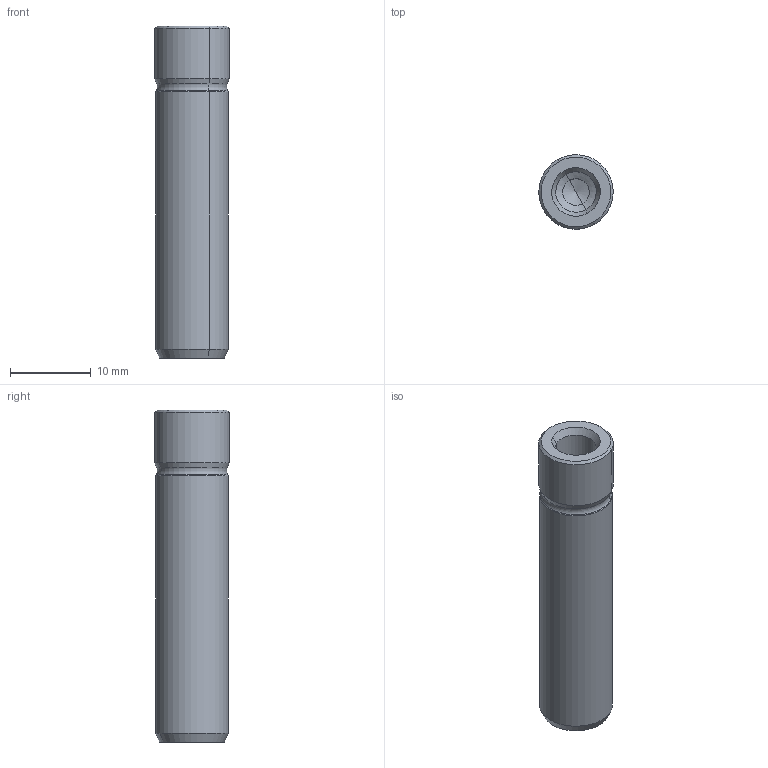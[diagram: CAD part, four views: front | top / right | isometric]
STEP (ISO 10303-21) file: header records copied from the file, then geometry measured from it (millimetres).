
FILE_DESCRIPTION(('3DEXPERIENCE STEP','CAx-IF Rec.Pracs.--- Model Styling and Organization---1.5--- 2016-08-15','CAx-IF Rec.Pracs.---Supplemental Geometry---1.0---2011-11-01','CAx-IF Rec.Pracs.--- Composite Materials ---3.4---2017-06-13','CAx-IF Rec.Pracs.---Tessellated 3D Geometry---1.0---2015-12-17'),'2;1');
FILE_NAME('HU-FS Planetenbolzen A.1_Fertigteil.stp','2025-09-11T07:22:39+00:00',('none'),('none'),'3DEXPERIENCE Platform3DEXPERIENCE R2025x HotFix 4.26','3DEXPERIENCE Platform STEP AP242 v3','none');
FILE_SCHEMA(('AP242_MANAGED_MODEL_BASED_3D_ENGINEERING_MIM_LF {1 0 10303 442 1 1 4}'));
Length unit declared in the file: millimetre
Products named in the file (1): BolzenA.1
Bounding box: 9.2 x 9.2 x 41 mm (x, y, z)
Volume: 2304.2 mm3; surface area: 1593.3 mm2
Topology: 1 solids, 1 shells, 32 faces, 66 edges, 34 vertices
Faces by surface type: cone 18, cylinder 10, torus 2, plane 2
Entity records: 736 total; most frequent: ORIENTED_EDGE 124, CARTESIAN_POINT 116, DIRECTION 98, EDGE_CURVE 62, AXIS2_PLACEMENT_3D 54, CIRCLE 34, EDGE_LOOP 34, VERTEX_POINT 34
